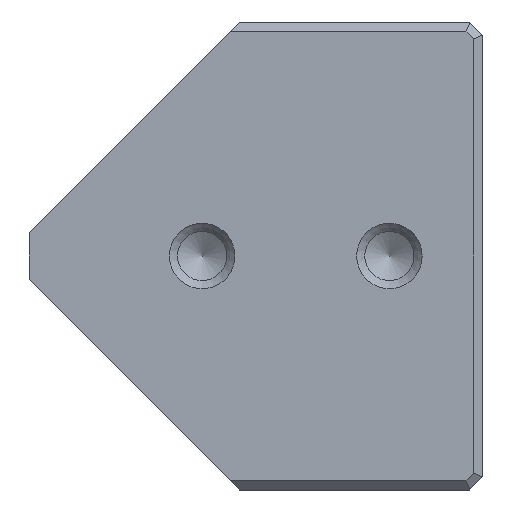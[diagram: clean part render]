
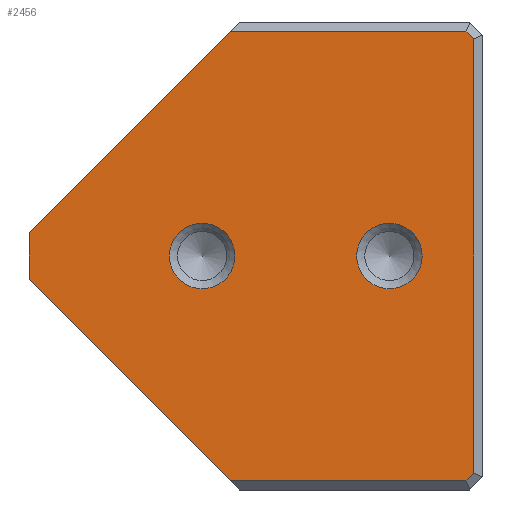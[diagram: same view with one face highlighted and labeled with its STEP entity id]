
A CAD part, left-side view. The second image highlights one B-rep face of the part: STEP entity #2456.
In plain terms, the highlighted planar face has unit normal (-1, 0, 0).
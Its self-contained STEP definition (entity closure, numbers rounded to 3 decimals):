
#2456=ADVANCED_FACE('',(#3343,#3344,#3345),#2827,.T.);
#2827=PLANE('',#8541);
#3064=CIRCLE('',#8539,3.5);
#3065=CIRCLE('',#8540,3.5);
#3343=FACE_BOUND('',#3536,.T.);
#3344=FACE_BOUND('',#3537,.T.);
#3345=FACE_BOUND('',#3538,.T.);
#3536=EDGE_LOOP('',(#4229));
#3537=EDGE_LOOP('',(#4230));
#3538=EDGE_LOOP('',(#4231,#4232,#4233,#4234,#4235,#4236,#4237,#4238));
#4229=ORIENTED_EDGE('',*,*,#6617,.T.);
#4230=ORIENTED_EDGE('',*,*,#6618,.T.);
#4231=ORIENTED_EDGE('',*,*,#6619,.T.);
#4232=ORIENTED_EDGE('',*,*,#6620,.T.);
#4233=ORIENTED_EDGE('',*,*,#6621,.T.);
#4234=ORIENTED_EDGE('',*,*,#6622,.F.);
#4235=ORIENTED_EDGE('',*,*,#6623,.T.);
#4236=ORIENTED_EDGE('',*,*,#6624,.T.);
#4237=ORIENTED_EDGE('',*,*,#6625,.T.);
#4238=ORIENTED_EDGE('',*,*,#6626,.T.);
#6001=VERTEX_POINT('',#10952);
#6002=VERTEX_POINT('',#10954);
#6003=VERTEX_POINT('',#10956);
#6004=VERTEX_POINT('',#10957);
#6005=VERTEX_POINT('',#10959);
#6006=VERTEX_POINT('',#10961);
#6007=VERTEX_POINT('',#10963);
#6008=VERTEX_POINT('',#10965);
#6009=VERTEX_POINT('',#10967);
#6010=VERTEX_POINT('',#10969);
#6617=EDGE_CURVE('',#6001,#6001,#3064,.T.);
#6618=EDGE_CURVE('',#6002,#6002,#3065,.T.);
#6619=EDGE_CURVE('',#6003,#6004,#7417,.T.);
#6620=EDGE_CURVE('',#6004,#6005,#7418,.T.);
#6621=EDGE_CURVE('',#6005,#6006,#7419,.T.);
#6622=EDGE_CURVE('',#6007,#6006,#7420,.T.);
#6623=EDGE_CURVE('',#6007,#6008,#7421,.T.);
#6624=EDGE_CURVE('',#6008,#6009,#7422,.T.);
#6625=EDGE_CURVE('',#6009,#6010,#7423,.T.);
#6626=EDGE_CURVE('',#6010,#6003,#7424,.T.);
#7417=LINE('',#10955,#8051);
#7418=LINE('',#10958,#8052);
#7419=LINE('',#10960,#8053);
#7420=LINE('',#10962,#8054);
#7421=LINE('',#10964,#8055);
#7422=LINE('',#10966,#8056);
#7423=LINE('',#10968,#8057);
#7424=LINE('',#10970,#8058);
#8051=VECTOR('',#9069,1.);
#8052=VECTOR('',#9070,1.);
#8053=VECTOR('',#9071,1.);
#8054=VECTOR('',#9072,1.);
#8055=VECTOR('',#9073,1.);
#8056=VECTOR('',#9074,1.);
#8057=VECTOR('',#9075,1.);
#8058=VECTOR('',#9076,1.);
#8539=AXIS2_PLACEMENT_3D('',#10951,#9065,#9066);
#8540=AXIS2_PLACEMENT_3D('',#10953,#9067,#9068);
#8541=AXIS2_PLACEMENT_3D('',#10971,#9077,#9078);
#9065=DIRECTION('',(1.,0.,0.));
#9066=DIRECTION('',(0.,0.,1.));
#9067=DIRECTION('',(1.,0.,0.));
#9068=DIRECTION('',(0.,0.,1.));
#9069=DIRECTION('',(0.,0.707,0.707));
#9070=DIRECTION('',(0.,1.,0.));
#9071=DIRECTION('',(0.,0.707,-0.707));
#9072=DIRECTION('',(0.,0.,1.));
#9073=DIRECTION('',(0.,-0.707,-0.707));
#9074=DIRECTION('',(0.,-1.,0.));
#9075=DIRECTION('',(0.,-0.707,0.707));
#9076=DIRECTION('',(0.,0.,1.));
#9077=DIRECTION('',(-1.,0.,0.));
#9078=DIRECTION('',(0.,0.,-1.));
#10951=CARTESIAN_POINT('',(0.,30.,25.));
#10952=CARTESIAN_POINT('',(0.,30.,28.5));
#10953=CARTESIAN_POINT('',(0.,10.,25.));
#10954=CARTESIAN_POINT('',(0.,10.,28.5));
#10955=CARTESIAN_POINT('',(0.,-11.468,35.718));
#10956=CARTESIAN_POINT('',(0.,1.,48.186));
#10957=CARTESIAN_POINT('',(0.,1.814,49.));
#10958=CARTESIAN_POINT('',(0.,24.25,49.));
#10959=CARTESIAN_POINT('',(0.,27.,49.));
#10960=CARTESIAN_POINT('',(0.,50.125,25.875));
#10961=CARTESIAN_POINT('',(0.,48.5,27.5));
#10962=CARTESIAN_POINT('',(0.,48.5,0.));
#10963=CARTESIAN_POINT('',(0.,48.5,22.5));
#10964=CARTESIAN_POINT('',(0.,25.125,-0.875));
#10965=CARTESIAN_POINT('',(0.,27.,1.));
#10966=CARTESIAN_POINT('',(0.,24.25,1.));
#10967=CARTESIAN_POINT('',(0.,1.814,1.));
#10968=CARTESIAN_POINT('',(0.,13.532,-10.718));
#10969=CARTESIAN_POINT('',(0.,1.,1.814));
#10970=CARTESIAN_POINT('',(0.,1.,0.));
#10971=CARTESIAN_POINT('',(0.,24.25,0.));
